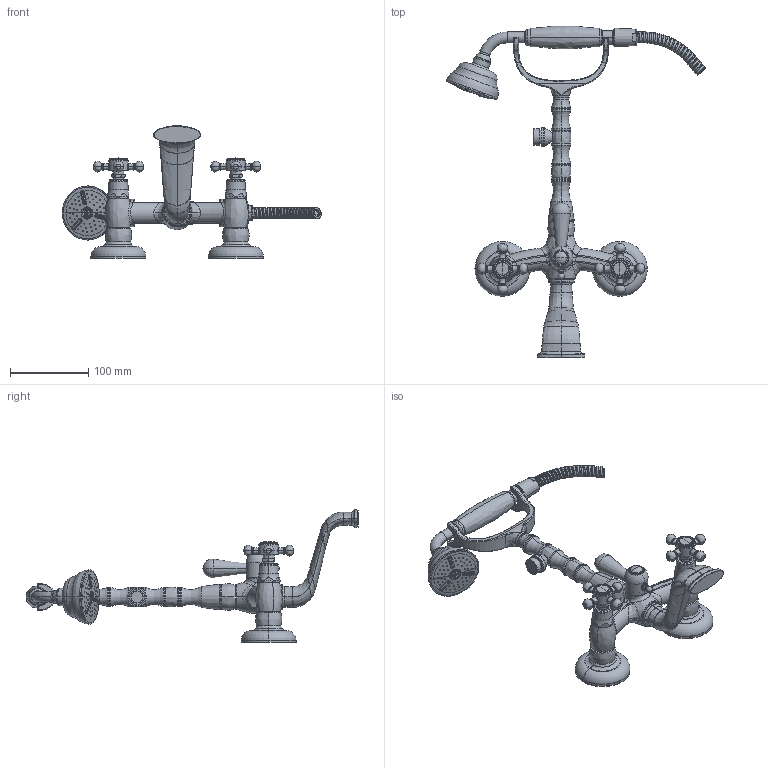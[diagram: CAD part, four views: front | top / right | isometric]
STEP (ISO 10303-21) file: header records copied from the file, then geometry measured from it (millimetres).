
FILE_DESCRIPTION((''),'2;1');
FILE_NAME('FBLV022CR','2021-11-11T08:56:11',('ut3'),('PAFFONI SpA'),'CREO PARAMETRIC BY PTC INC, 2020044','CREO PARAMETRIC BY PTC INC, 2020044','');
FILE_SCHEMA(('CONFIG_CONTROL_DESIGN','SHAPE_APPEARANCE_LAYERS_GROUPS'));
Products named in the file (1): FBLV022CR
Bounding box: 331.59 x 424 x 169.62 mm (x, y, z)
Volume: 466802 mm3; surface area: 215233.3 mm2
Topology: 7 solids, 11 shells, 2194 faces, 5319 edges, 3251 vertices
Faces by surface type: plane 713, cylinder 600, bspline 344, torus 234, cone 190, sphere 99, extrusion 14
Entity records: 123597 total; most frequent: CARTESIAN_POINT 58980, ORIENTED_EDGE 10570, DIRECTION 9432, EDGE_CURVE 5285, AXIS2_PLACEMENT_3D 3764, VERTEX_POINT 3251, EDGE_LOOP 2356, FILL_AREA_STYLE_COLOUR 2353
